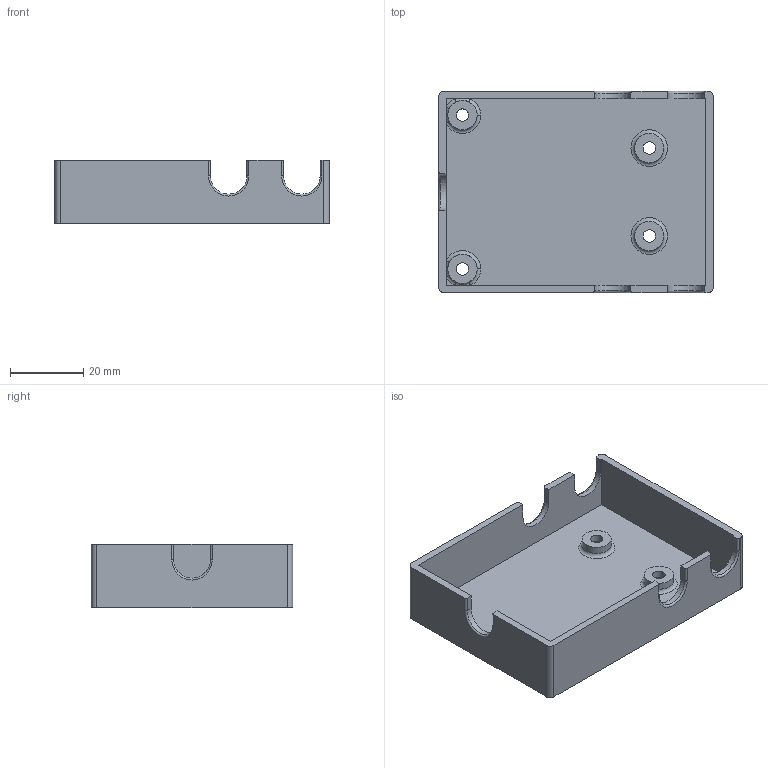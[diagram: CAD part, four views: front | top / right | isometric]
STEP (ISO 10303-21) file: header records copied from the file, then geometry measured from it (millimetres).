
FILE_DESCRIPTION(('FreeCAD Model'),'2;1');
FILE_NAME('Open CASCADE Shape Model','2026-01-04T17:17:30',(''),(''), 'Open CASCADE STEP processor 7.9','FreeCAD','Unknown');
FILE_SCHEMA(('AUTOMOTIVE_DESIGN { 1 0 10303 214 1 1 1 1 }'));
Length unit declared in the file: millimetre
Products named in the file (1): Bottom
Bounding box: 75 x 55 x 17.21 mm (x, y, z)
Volume: 15181.7 mm3; surface area: 16200.5 mm2
Topology: 1 solids, 1 shells, 87 faces, 211 edges, 132 vertices
Faces by surface type: plane 35, cylinder 31, torus 17, bspline 4
Full cylindrical faces by diameter (mm): 3.4 x4, 6.75 x4, 8 x4
Entity records: 2736 total; most frequent: CARTESIAN_POINT 627, DIRECTION 462, ORIENTED_EDGE 422, EDGE_CURVE 211, AXIS2_PLACEMENT_3D 179, VERTEX_POINT 132, LINE 104, VECTOR 104
